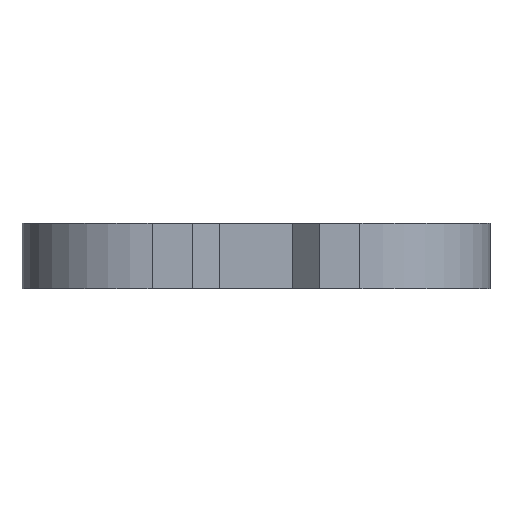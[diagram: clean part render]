
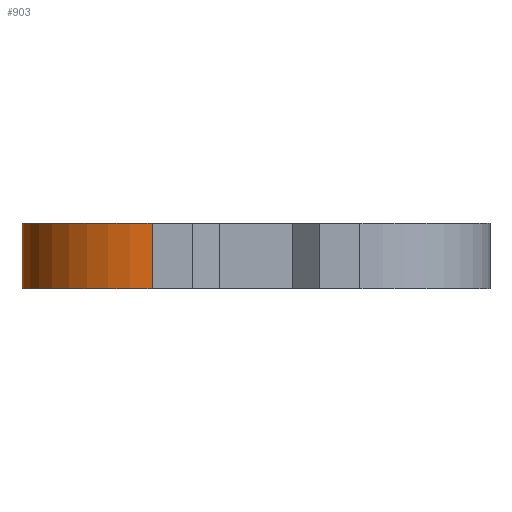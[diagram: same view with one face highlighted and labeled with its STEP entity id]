
A CAD part, front view. The second image highlights one B-rep face of the part: STEP entity #903.
In plain terms, the highlighted cylindrical face has radius 6 mm (diameter 12 mm), a partial arc.
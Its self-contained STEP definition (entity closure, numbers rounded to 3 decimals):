
#15=CYLINDRICAL_SURFACE('',#967,6.);
#23=CIRCLE('',#963,6.);
#27=CIRCLE('',#968,6.);
#60=FACE_OUTER_BOUND('',#106,.T.);
#106=EDGE_LOOP('',(#728,#729,#730,#731));
#195=LINE('',#1369,#314);
#198=LINE('',#1375,#317);
#314=VECTOR('',#1108,10.);
#317=VECTOR('',#1113,10.);
#414=VERTEX_POINT('',#1366);
#415=VERTEX_POINT('',#1368);
#416=VERTEX_POINT('',#1372);
#417=VERTEX_POINT('',#1374);
#519=EDGE_CURVE('',#415,#414,#195,.T.);
#522=EDGE_CURVE('',#417,#416,#198,.T.);
#538=EDGE_CURVE('',#414,#417,#23,.T.);
#549=EDGE_CURVE('',#416,#415,#27,.T.);
#728=ORIENTED_EDGE('',*,*,#538,.T.);
#729=ORIENTED_EDGE('',*,*,#522,.T.);
#730=ORIENTED_EDGE('',*,*,#549,.T.);
#731=ORIENTED_EDGE('',*,*,#519,.T.);
#903=ADVANCED_FACE('',(#60),#15,.T.);
#963=AXIS2_PLACEMENT_3D('',#1405,#1138,#1139);
#967=AXIS2_PLACEMENT_3D('',#1424,#1153,#1154);
#968=AXIS2_PLACEMENT_3D('',#1425,#1155,#1156);
#1108=DIRECTION('',(0.,0.,1.));
#1113=DIRECTION('',(0.,0.,-1.));
#1138=DIRECTION('center_axis',(0.,0.,-1.));
#1139=DIRECTION('ref_axis',(-0.707,-0.707,0.));
#1153=DIRECTION('center_axis',(0.,0.,1.));
#1154=DIRECTION('ref_axis',(-0.707,-0.707,0.));
#1155=DIRECTION('center_axis',(0.,0.,1.));
#1156=DIRECTION('ref_axis',(-0.707,-0.707,0.));
#1366=CARTESIAN_POINT('',(-4.792,-10.792,3.));
#1368=CARTESIAN_POINT('',(-4.792,-10.792,0.));
#1369=CARTESIAN_POINT('',(-4.792,-10.792,0.));
#1372=CARTESIAN_POINT('',(-10.792,-4.792,0.));
#1374=CARTESIAN_POINT('',(-10.792,-4.792,3.));
#1375=CARTESIAN_POINT('',(-10.792,-4.792,0.));
#1405=CARTESIAN_POINT('Origin',(-4.792,-4.792,3.));
#1424=CARTESIAN_POINT('Origin',(-4.792,-4.792,0.));
#1425=CARTESIAN_POINT('Origin',(-4.792,-4.792,0.));
